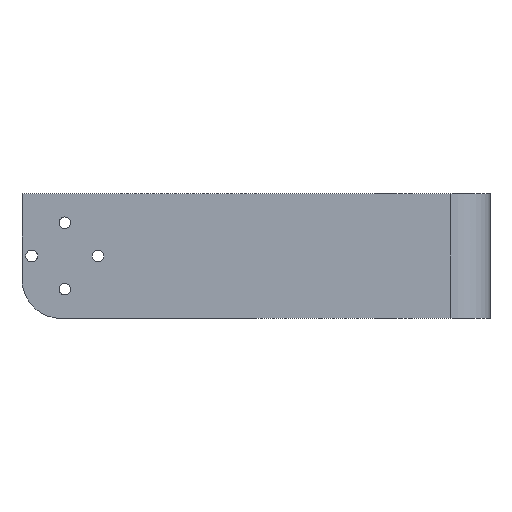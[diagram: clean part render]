
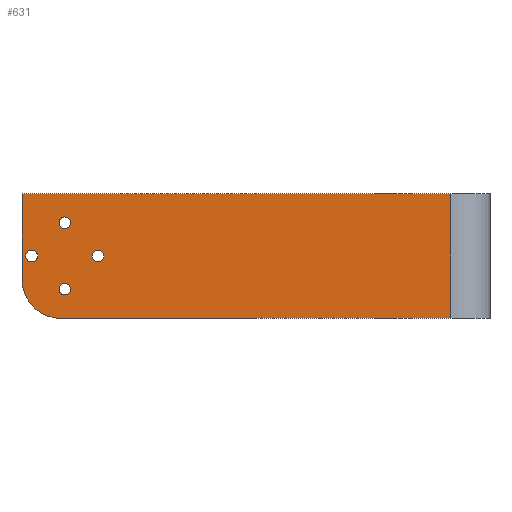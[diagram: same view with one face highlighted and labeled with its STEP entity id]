
A CAD part, front view. The second image highlights one B-rep face of the part: STEP entity #631.
In plain terms, the highlighted planar face has unit normal (0, -1, 0).
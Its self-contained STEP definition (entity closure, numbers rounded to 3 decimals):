
#4 = DIRECTION ( 'NONE',  ( 0., -1., 0. ) ) ;
#14 = DIRECTION ( 'NONE',  ( 0., 0., -1. ) ) ;
#17 = DIRECTION ( 'NONE',  ( 0., 0., -1. ) ) ;
#22 = AXIS2_PLACEMENT_3D ( 'NONE', #1015, #4, #1130 ) ;
#28 = EDGE_LOOP ( 'NONE', ( #568, #1031 ) ) ;
#61 = ORIENTED_EDGE ( 'NONE', *, *, #1482, .F. ) ;
#70 = EDGE_LOOP ( 'NONE', ( #567, #61 ) ) ;
#91 = AXIS2_PLACEMENT_3D ( 'NONE', #785, #1591, #940 ) ;
#120 = FACE_BOUND ( 'NONE', #1092, .T. ) ;
#126 = DIRECTION ( 'NONE',  ( 0., 0., -1. ) ) ;
#165 = PLANE ( 'NONE',  #1663 ) ;
#176 = CIRCLE ( 'NONE', #1197, 1.5 ) ;
#194 = ORIENTED_EDGE ( 'NONE', *, *, #1407, .T. ) ;
#211 = DIRECTION ( 'NONE',  ( 0., -1., 0. ) ) ;
#218 = LINE ( 'NONE', #1635, #712 ) ;
#223 = DIRECTION ( 'NONE',  ( 0., 0., -1. ) ) ;
#239 = CARTESIAN_POINT ( 'NONE',  ( -100., -121.619, 16. ) ) ;
#243 = DIRECTION ( 'NONE',  ( 0., 0., -1. ) ) ;
#246 = DIRECTION ( 'NONE',  ( 0., -1., 0. ) ) ;
#281 = AXIS2_PLACEMENT_3D ( 'NONE', #1013, #376, #126 ) ;
#301 = VERTEX_POINT ( 'NONE', #726 ) ;
#309 = VERTEX_POINT ( 'NONE', #859 ) ;
#371 = FACE_OUTER_BOUND ( 'NONE', #1531, .T. ) ;
#376 = DIRECTION ( 'NONE',  ( 0., -1., 0. ) ) ;
#387 = CARTESIAN_POINT ( 'NONE',  ( -89., -121.619, 7. ) ) ;
#405 = DIRECTION ( 'NONE',  ( 0., -1., 0. ) ) ;
#420 = DIRECTION ( 'NONE',  ( 0., -1., 0. ) ) ;
#452 = AXIS2_PLACEMENT_3D ( 'NONE', #879, #246, #656 ) ;
#468 = AXIS2_PLACEMENT_3D ( 'NONE', #910, #1573, #920 ) ;
#475 = CARTESIAN_POINT ( 'NONE',  ( -89., -121.619, 10. ) ) ;
#511 = FACE_BOUND ( 'NONE', #1595, .T. ) ;
#540 = VERTEX_POINT ( 'NONE', #387 ) ;
#541 = EDGE_CURVE ( 'NONE', #826, #540, #1342, .T. ) ;
#555 = AXIS2_PLACEMENT_3D ( 'NONE', #716, #1107, #243 ) ;
#559 = VERTEX_POINT ( 'NONE', #1007 ) ;
#564 = VECTOR ( 'NONE', #1427, 1000. ) ;
#567 = ORIENTED_EDGE ( 'NONE', *, *, #1592, .F. ) ;
#568 = ORIENTED_EDGE ( 'NONE', *, *, #1361, .F. ) ;
#571 = EDGE_CURVE ( 'NONE', #1210, #981, #1021, .T. ) ;
#586 = EDGE_CURVE ( 'NONE', #309, #559, #1282, .T. ) ;
#605 = EDGE_CURVE ( 'NONE', #1210, #1193, #1156, .T. ) ;
#607 = DIRECTION ( 'NONE',  ( 0., -1., 0. ) ) ;
#629 = VERTEX_POINT ( 'NONE', #1546 ) ;
#630 = FACE_BOUND ( 'NONE', #28, .T. ) ;
#631 = ADVANCED_FACE ( 'NONE', ( #371, #120, #630, #511, #1540 ), #165, .T. ) ;
#656 = DIRECTION ( 'NONE',  ( 0., 0., -1. ) ) ;
#668 = CARTESIAN_POINT ( 'NONE',  ( -100., -121.619, 0. ) ) ;
#712 = VECTOR ( 'NONE', #731, 1000. ) ;
#716 = CARTESIAN_POINT ( 'NONE',  ( -89., -121.619, -8.5 ) ) ;
#717 = VECTOR ( 'NONE', #14, 1000. ) ;
#726 = CARTESIAN_POINT ( 'NONE',  ( -89., -121.619, -7. ) ) ;
#731 = DIRECTION ( 'NONE',  ( 0., 0., 1. ) ) ;
#762 = CARTESIAN_POINT ( 'NONE',  ( -100., -121.619, 0. ) ) ;
#766 = ORIENTED_EDGE ( 'NONE', *, *, #605, .T. ) ;
#785 = CARTESIAN_POINT ( 'NONE',  ( -80.5, -121.619, 0. ) ) ;
#786 = AXIS2_PLACEMENT_3D ( 'NONE', #1520, #607, #223 ) ;
#826 = VERTEX_POINT ( 'NONE', #475 ) ;
#859 = CARTESIAN_POINT ( 'NONE',  ( -97.5, -121.619, 1.5 ) ) ;
#867 = EDGE_CURVE ( 'NONE', #1072, #301, #1335, .T. ) ;
#879 = CARTESIAN_POINT ( 'NONE',  ( -89., -121.619, 8.5 ) ) ;
#891 = ORIENTED_EDGE ( 'NONE', *, *, #541, .F. ) ;
#895 = EDGE_CURVE ( 'NONE', #540, #826, #176, .T. ) ;
#897 = ORIENTED_EDGE ( 'NONE', *, *, #571, .F. ) ;
#908 = CARTESIAN_POINT ( 'NONE',  ( -97.5, -121.619, 0. ) ) ;
#910 = CARTESIAN_POINT ( 'NONE',  ( -90., -121.619, -6. ) ) ;
#920 = DIRECTION ( 'NONE',  ( 0., 0., -1. ) ) ;
#940 = DIRECTION ( 'NONE',  ( 0., 0., -1. ) ) ;
#961 = DIRECTION ( 'NONE',  ( 1., 0., 0. ) ) ;
#967 = CARTESIAN_POINT ( 'NONE',  ( -89., -121.619, -10. ) ) ;
#981 = VERTEX_POINT ( 'NONE', #1163 ) ;
#997 = CIRCLE ( 'NONE', #281, 1.5 ) ;
#1007 = CARTESIAN_POINT ( 'NONE',  ( -97.5, -121.619, -1.5 ) ) ;
#1013 = CARTESIAN_POINT ( 'NONE',  ( -80.5, -121.619, 0. ) ) ;
#1015 = CARTESIAN_POINT ( 'NONE',  ( -97.5, -121.619, 0. ) ) ;
#1021 = LINE ( 'NONE', #239, #564 ) ;
#1031 = ORIENTED_EDGE ( 'NONE', *, *, #586, .F. ) ;
#1050 = EDGE_CURVE ( 'NONE', #1548, #1460, #1622, .T. ) ;
#1072 = VERTEX_POINT ( 'NONE', #967 ) ;
#1080 = CARTESIAN_POINT ( 'NONE',  ( 10., -121.619, -16. ) ) ;
#1087 = VERTEX_POINT ( 'NONE', #1509 ) ;
#1092 = EDGE_LOOP ( 'NONE', ( #1613, #891 ) ) ;
#1107 = DIRECTION ( 'NONE',  ( 0., -1., 0. ) ) ;
#1114 = EDGE_CURVE ( 'NONE', #1460, #981, #218, .T. ) ;
#1130 = DIRECTION ( 'NONE',  ( 0., 0., -1. ) ) ;
#1132 = CARTESIAN_POINT ( 'NONE',  ( -100., -121.619, -6. ) ) ;
#1156 = LINE ( 'NONE', #762, #717 ) ;
#1163 = CARTESIAN_POINT ( 'NONE',  ( 10., -121.619, 16. ) ) ;
#1182 = ORIENTED_EDGE ( 'NONE', *, *, #1114, .T. ) ;
#1193 = VERTEX_POINT ( 'NONE', #1132 ) ;
#1197 = AXIS2_PLACEMENT_3D ( 'NONE', #1484, #211, #1235 ) ;
#1210 = VERTEX_POINT ( 'NONE', #1524 ) ;
#1222 = CIRCLE ( 'NONE', #468, 10. ) ;
#1235 = DIRECTION ( 'NONE',  ( 0., 0., -1. ) ) ;
#1272 = CIRCLE ( 'NONE', #91, 1.5 ) ;
#1282 = CIRCLE ( 'NONE', #22, 1.5 ) ;
#1315 = ORIENTED_EDGE ( 'NONE', *, *, #1050, .T. ) ;
#1335 = CIRCLE ( 'NONE', #555, 1.5 ) ;
#1342 = CIRCLE ( 'NONE', #452, 1.5 ) ;
#1361 = EDGE_CURVE ( 'NONE', #559, #309, #1545, .T. ) ;
#1365 = CARTESIAN_POINT ( 'NONE',  ( -100., -121.619, -16. ) ) ;
#1388 = ORIENTED_EDGE ( 'NONE', *, *, #1584, .F. ) ;
#1389 = VECTOR ( 'NONE', #961, 1000. ) ;
#1404 = CARTESIAN_POINT ( 'NONE',  ( -90., -121.619, -16. ) ) ;
#1407 = EDGE_CURVE ( 'NONE', #1193, #1548, #1222, .T. ) ;
#1427 = DIRECTION ( 'NONE',  ( 1., 0., 0. ) ) ;
#1439 = ORIENTED_EDGE ( 'NONE', *, *, #867, .F. ) ;
#1458 = DIRECTION ( 'NONE',  ( 0., 0., -1. ) ) ;
#1460 = VERTEX_POINT ( 'NONE', #1080 ) ;
#1482 = EDGE_CURVE ( 'NONE', #1087, #629, #1272, .T. ) ;
#1484 = CARTESIAN_POINT ( 'NONE',  ( -89., -121.619, 8.5 ) ) ;
#1509 = CARTESIAN_POINT ( 'NONE',  ( -80.5, -121.619, 1.5 ) ) ;
#1519 = CIRCLE ( 'NONE', #786, 1.5 ) ;
#1520 = CARTESIAN_POINT ( 'NONE',  ( -89., -121.619, -8.5 ) ) ;
#1524 = CARTESIAN_POINT ( 'NONE',  ( -100., -121.619, 16. ) ) ;
#1531 = EDGE_LOOP ( 'NONE', ( #766, #194, #1315, #1182, #897 ) ) ;
#1540 = FACE_BOUND ( 'NONE', #70, .T. ) ;
#1545 = CIRCLE ( 'NONE', #1604, 1.5 ) ;
#1546 = CARTESIAN_POINT ( 'NONE',  ( -80.5, -121.619, -1.5 ) ) ;
#1548 = VERTEX_POINT ( 'NONE', #1404 ) ;
#1573 = DIRECTION ( 'NONE',  ( 0., -1., 0. ) ) ;
#1584 = EDGE_CURVE ( 'NONE', #301, #1072, #1519, .T. ) ;
#1591 = DIRECTION ( 'NONE',  ( 0., -1., 0. ) ) ;
#1592 = EDGE_CURVE ( 'NONE', #629, #1087, #997, .T. ) ;
#1595 = EDGE_LOOP ( 'NONE', ( #1439, #1388 ) ) ;
#1604 = AXIS2_PLACEMENT_3D ( 'NONE', #908, #420, #17 ) ;
#1613 = ORIENTED_EDGE ( 'NONE', *, *, #895, .F. ) ;
#1622 = LINE ( 'NONE', #1365, #1389 ) ;
#1635 = CARTESIAN_POINT ( 'NONE',  ( 10., -121.619, 0. ) ) ;
#1663 = AXIS2_PLACEMENT_3D ( 'NONE', #668, #405, #1458 ) ;
